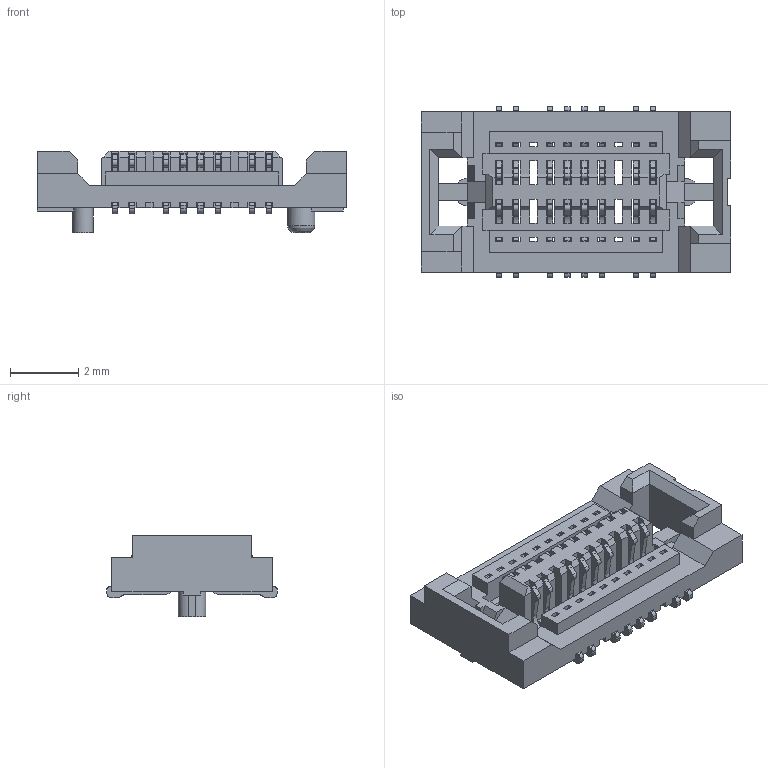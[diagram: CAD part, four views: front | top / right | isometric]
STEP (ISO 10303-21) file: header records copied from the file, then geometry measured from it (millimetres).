
FILE_DESCRIPTION(/* description */ (''),/* implementation_level */ '2;1');
FILE_NAME(/* name */ 'HV SLH-010-1.50-G-D-A.stp',/* time_stamp */ '2021-04-29T16:37:20-07:00',/* author */ (''),/* organization */ (''),/* preprocessor_version */ 'ST-DEVELOPER v15.2',/* originating_system */ 'Autodesk Translator Framework v2.0.0.5431',/* authorisation */ '');
FILE_SCHEMA (('AUTOMOTIVE_DESIGN { 1 0 10303 214 3 1 1 }'));
Length unit declared in the file: centimetre
Products named in the file (1): SLH 10 pin model
Bounding box: 9.06 x 5 x 2.38 mm (x, y, z)
Volume: 35.5 mm3; surface area: 261.2 mm2
Topology: 4 solids, 4 shells, 930 faces, 2931 edges, 1945 vertices
Faces by surface type: plane 590, cylinder 339, bspline 1
Full cylindrical faces by diameter (mm): 0.8 x1
Entity records: 32626 total; most frequent: ORIENTED_EDGE 5858, CARTESIAN_POINT 5832, DIRECTION 5476, EDGE_CURVE 2929, LINE 2240, VECTOR 2240, VERTEX_POINT 1944, AXIS2_PLACEMENT_3D 1618
